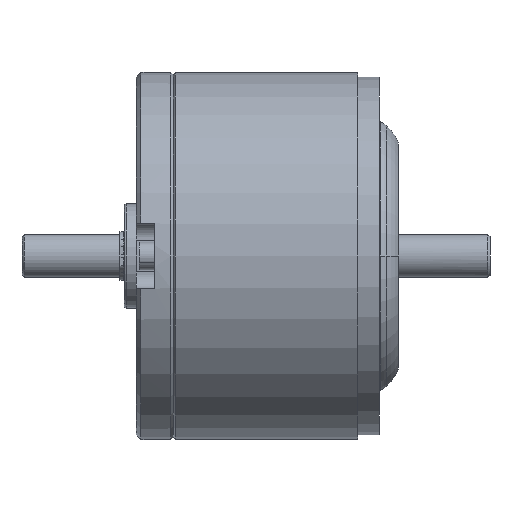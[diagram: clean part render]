
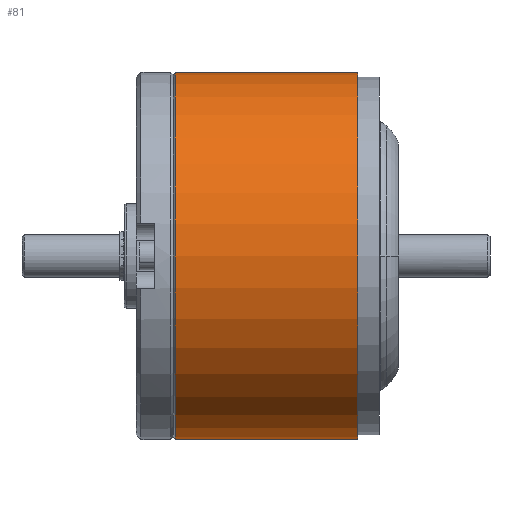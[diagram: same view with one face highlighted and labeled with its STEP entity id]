
A CAD part, front view. The second image highlights one B-rep face of the part: STEP entity #81.
In plain terms, the highlighted cylindrical face has radius 29.997 mm (diameter 59.995 mm), a partial arc.
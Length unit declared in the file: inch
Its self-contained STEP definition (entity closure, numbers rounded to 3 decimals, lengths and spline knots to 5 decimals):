
#81 = ADVANCED_FACE ( 'NONE', ( #6868 ), #8926, .T. ) ;
#264 = CARTESIAN_POINT ( 'NONE',  ( 0.252, 0., 1.181 ) ) ;
#414 = ORIENTED_EDGE ( 'NONE', *, *, #3837, .F. ) ;
#685 = AXIS2_PLACEMENT_3D ( 'NONE', #9090, #9100, #9198 ) ;
#1129 = AXIS2_PLACEMENT_3D ( 'NONE', #1501, #2798, #5488 ) ;
#1501 = CARTESIAN_POINT ( 'NONE',  ( 1.426, 0., 0. ) ) ;
#1932 = CARTESIAN_POINT ( 'NONE',  ( 0.252, 0., -1.181 ) ) ;
#2044 = CIRCLE ( 'NONE', #2279, 1.181 ) ;
#2279 = AXIS2_PLACEMENT_3D ( 'NONE', #6377, #6368, #6366 ) ;
#2292 = VERTEX_POINT ( 'NONE', #1932 ) ;
#2737 = VERTEX_POINT ( 'NONE', #264 ) ;
#2798 = DIRECTION ( 'NONE',  ( -1., 0., 0. ) ) ;
#3121 = VECTOR ( 'NONE', #4317, 39.37008 ) ;
#3200 = LINE ( 'NONE', #7817, #3121 ) ;
#3454 = EDGE_CURVE ( 'NONE', #9326, #2737, #3545, .T. ) ;
#3521 = VECTOR ( 'NONE', #3780, 39.37008 ) ;
#3545 = LINE ( 'NONE', #8236, #3521 ) ;
#3581 = ORIENTED_EDGE ( 'NONE', *, *, #3454, .T. ) ;
#3780 = DIRECTION ( 'NONE',  ( -1., 0., 0. ) ) ;
#3837 = EDGE_CURVE ( 'NONE', #8082, #2292, #3200, .T. ) ;
#3888 = ORIENTED_EDGE ( 'NONE', *, *, #7039, .T. ) ;
#4317 = DIRECTION ( 'NONE',  ( -1., 0., 0. ) ) ;
#4440 = CARTESIAN_POINT ( 'NONE',  ( 1.426, 0., 1.181 ) ) ;
#4810 = EDGE_CURVE ( 'NONE', #2737, #2292, #2044, .T. ) ;
#5488 = DIRECTION ( 'NONE',  ( 0., 0., 1. ) ) ;
#5950 = ORIENTED_EDGE ( 'NONE', *, *, #4810, .T. ) ;
#6282 = CARTESIAN_POINT ( 'NONE',  ( 1.426, 0., -1.181 ) ) ;
#6366 = DIRECTION ( 'NONE',  ( 0., 0., -1. ) ) ;
#6368 = DIRECTION ( 'NONE',  ( 1., 0., 0. ) ) ;
#6377 = CARTESIAN_POINT ( 'NONE',  ( 0.252, 0., 0. ) ) ;
#6868 = FACE_OUTER_BOUND ( 'NONE', #7025, .T. ) ;
#7025 = EDGE_LOOP ( 'NONE', ( #414, #3888, #3581, #5950 ) ) ;
#7039 = EDGE_CURVE ( 'NONE', #8082, #9326, #9010, .T. ) ;
#7817 = CARTESIAN_POINT ( 'NONE',  ( -0.113, 0., -1.181 ) ) ;
#8082 = VERTEX_POINT ( 'NONE', #6282 ) ;
#8236 = CARTESIAN_POINT ( 'NONE',  ( -0.113, 0., 1.181 ) ) ;
#8926 = CYLINDRICAL_SURFACE ( 'NONE', #685, 1.181 ) ;
#9010 = CIRCLE ( 'NONE', #1129, 1.181 ) ;
#9090 = CARTESIAN_POINT ( 'NONE',  ( -0.113, 0., 0. ) ) ;
#9100 = DIRECTION ( 'NONE',  ( -1., 0., 0. ) ) ;
#9198 = DIRECTION ( 'NONE',  ( 0., 0., 1. ) ) ;
#9326 = VERTEX_POINT ( 'NONE', #4440 ) ;
